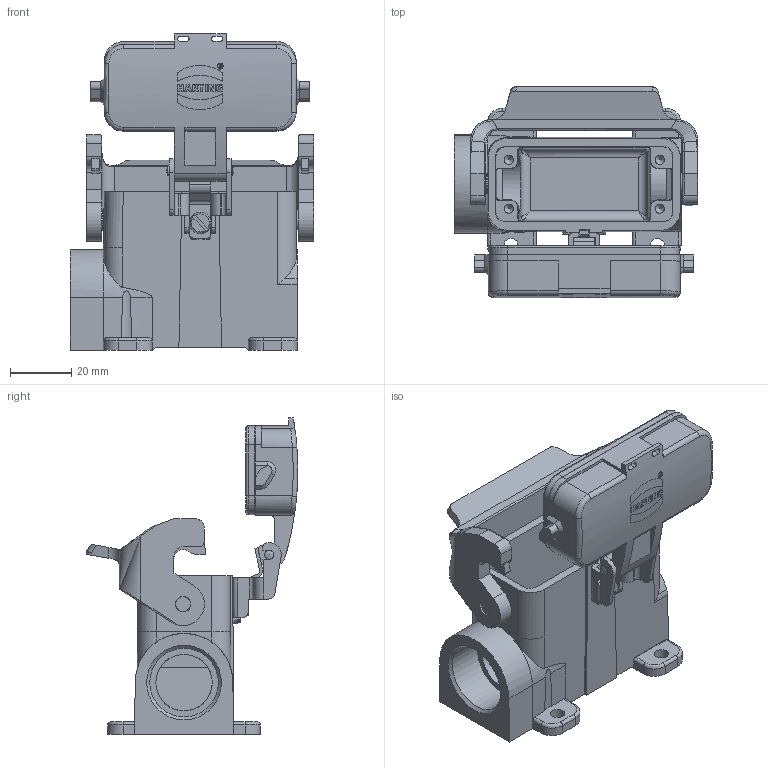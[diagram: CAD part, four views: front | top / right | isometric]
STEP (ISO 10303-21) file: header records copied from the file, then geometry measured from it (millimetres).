
FILE_DESCRIPTION(/* description */ (''),/* implementation_level */ '2;1');
FILE_NAME(/* name */ '100573789ugm000_b.stp',/* time_stamp */ '2019-07-31T14:13:25+02:00',/* author */ (''),/* organization */ (''),/* preprocessor_version */ 'ST-DEVELOPER v16.7',/* originating_system */ 'SIEMENS PLM Software NX 12.0',/* authorisation */ '');
FILE_SCHEMA (('AUTOMOTIVE_DESIGN { 1 0 10303 214 3 1 1 1 }'));
Length unit declared in the file: millimetre
Products named in the file (1): 100573789ugm000_b
Bounding box: 79.9 x 69.33 x 103.69 mm (x, y, z)
Volume: 71110.5 mm3; surface area: 43704 mm2
Topology: 3 solids, 4 shells, 665 faces, 1825 edges, 1182 vertices
Faces by surface type: plane 307, cylinder 226, bspline 104, cone 17, torus 9, sphere 2
Full cylindrical faces by diameter (mm): 3 x6, 4 x1, 4.6 x4, 4.8 x2, 5.1 x2, 6.6 x2, 7 x1, 18.5 x1, 21.25 x1, 22.5 x1
Entity records: 27288 total; most frequent: CARTESIAN_POINT 7791, ORIENTED_EDGE 3506, DIRECTION 3073, EDGE_CURVE 1753, VERTEX_POINT 1154, AXIS2_PLACEMENT_3D 1057, LINE 959, VECTOR 959
